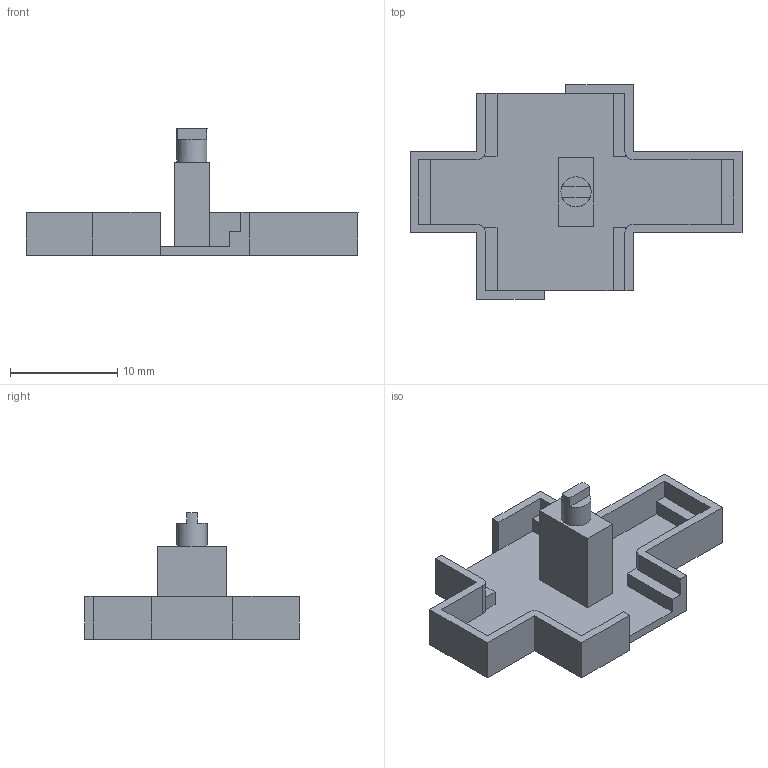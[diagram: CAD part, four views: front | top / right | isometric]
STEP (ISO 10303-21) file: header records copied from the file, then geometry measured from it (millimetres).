
FILE_DESCRIPTION(('FreeCAD Model'),'2;1');
FILE_NAME('Open CASCADE Shape Model','2025-07-16T16:03:51',(''),(''), 'Open CASCADE STEP processor 7.8','FreeCAD','Unknown');
FILE_SCHEMA(('AUTOMOTIVE_DESIGN { 1 0 10303 214 1 1 1 1 }'));
Length unit declared in the file: millimetre
Products named in the file (2): switch-aligner-print; switch-aligner
Assembly tree (1 placements, depth 2):
  switch-aligner-print
    switch-aligner
Bounding box: 30.9 x 20 x 11.8 mm (x, y, z)
Volume: 767.6 mm3; surface area: 1596.9 mm2
Topology: 1 solids, 1 shells, 63 faces, 175 edges, 116 vertices
Faces by surface type: plane 58, cylinder 5
Full cylindrical faces by diameter (mm): 2.8 x1
Entity records: 2032 total; most frequent: CARTESIAN_POINT 357, ORIENTED_EDGE 350, DIRECTION 322, EDGE_CURVE 175, LINE 156, VECTOR 156, VERTEX_POINT 116, AXIS2_PLACEMENT_3D 83
